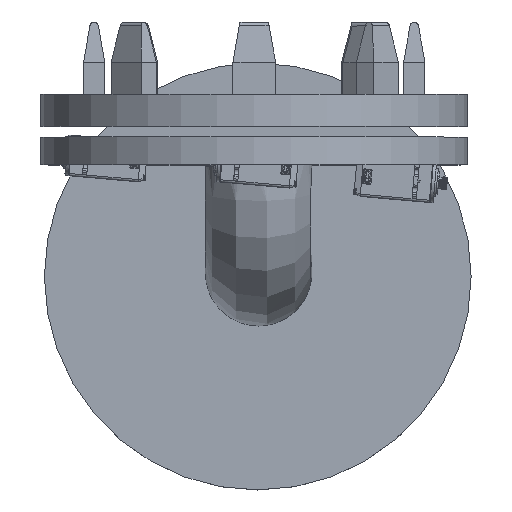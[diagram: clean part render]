
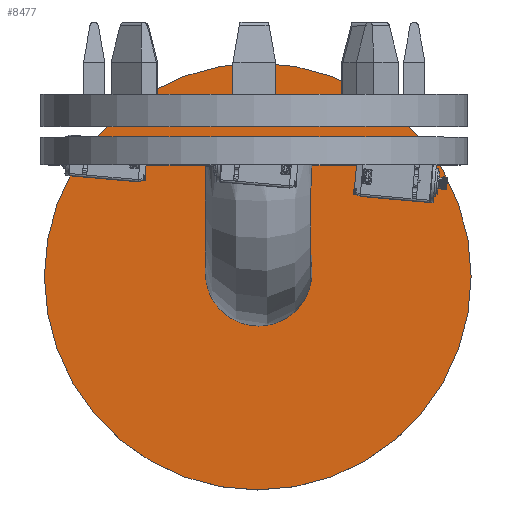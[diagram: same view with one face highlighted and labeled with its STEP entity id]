
A CAD part, top view. The second image highlights one B-rep face of the part: STEP entity #8477.
In plain terms, the highlighted planar face has unit normal (0, 0, 1).
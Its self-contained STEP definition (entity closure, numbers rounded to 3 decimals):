
#1111=FACE_OUTER_BOUND('',#1617,.T.);
#1617=EDGE_LOOP('',(#7761));
#2023=CIRCLE('',#9382,100.);
#3957=VERTEX_POINT('',#18250);
#5225=EDGE_CURVE('',#3957,#3957,#2023,.T.);
#7761=ORIENTED_EDGE('',*,*,#5225,.F.);
#7995=PLANE('',#9384);
#8477=ADVANCED_FACE('',(#1111),#7995,.F.);
#9382=AXIS2_PLACEMENT_3D('',#18252,#11703,#11704);
#9384=AXIS2_PLACEMENT_3D('',#18254,#11707,#11708);
#11703=DIRECTION('center_axis',(0.,0.,-1.));
#11704=DIRECTION('ref_axis',(1.,0.,0.));
#11707=DIRECTION('center_axis',(0.,0.,-1.));
#11708=DIRECTION('ref_axis',(1.,0.,0.));
#18250=CARTESIAN_POINT('',(-98.337,-94.899,-239.715));
#18252=CARTESIAN_POINT('Origin',(1.663,-94.899,-239.715));
#18254=CARTESIAN_POINT('Origin',(1.663,-94.899,-239.715));
